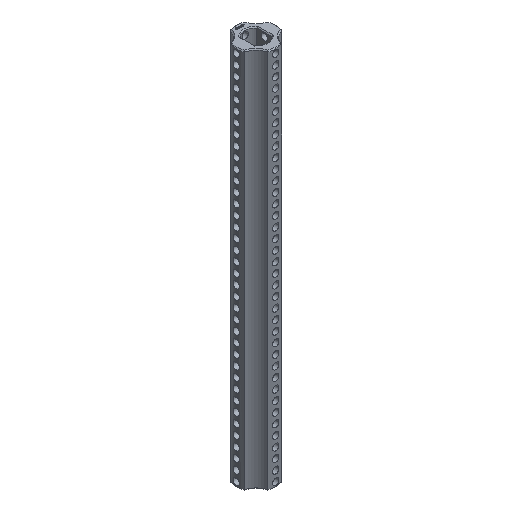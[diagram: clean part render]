
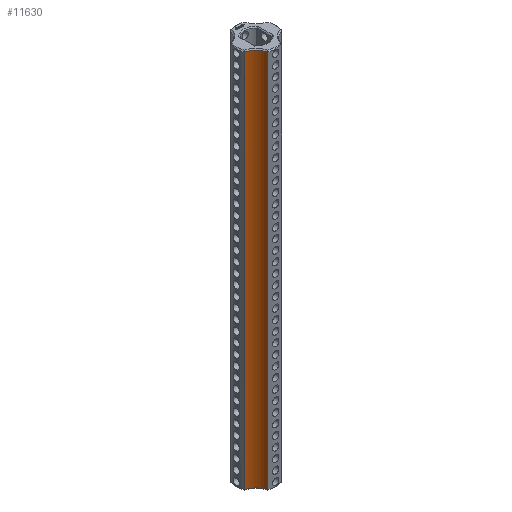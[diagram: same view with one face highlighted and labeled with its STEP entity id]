
A CAD part, isometric view. The second image highlights one B-rep face of the part: STEP entity #11630.
In plain terms, the highlighted cylindrical face has radius 5 mm (diameter 10 mm), a partial arc.
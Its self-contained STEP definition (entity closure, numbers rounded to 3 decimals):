
#3973 = EDGE_CURVE('',#3974,#3976,#3978,.T.);
#3974 = VERTEX_POINT('',#3975);
#3975 = CARTESIAN_POINT('',(-2.225,-5.841,0.3));
#3976 = VERTEX_POINT('',#3977);
#3977 = CARTESIAN_POINT('',(-2.225,-5.841,118.45));
#3978 = LINE('',#3979,#3980);
#3979 = CARTESIAN_POINT('',(-2.225,-5.841,0.));
#3980 = VECTOR('',#3981,1.);
#3981 = DIRECTION('',(0.,0.,1.));
#11630 = ADVANCED_FACE('',(#11631),#11658,.F.);
#11631 = FACE_BOUND('',#11632,.T.);
#11632 = EDGE_LOOP('',(#11633,#11634,#11643,#11651));
#11633 = ORIENTED_EDGE('',*,*,#3973,.T.);
#11634 = ORIENTED_EDGE('',*,*,#11635,.T.);
#11635 = EDGE_CURVE('',#3976,#11636,#11638,.T.);
#11636 = VERTEX_POINT('',#11637);
#11637 = CARTESIAN_POINT('',(-5.841,-2.225,118.45));
#11638 = CIRCLE('',#11639,5.);
#11639 = AXIS2_PLACEMENT_3D('',#11640,#11641,#11642);
#11640 = CARTESIAN_POINT('',(-7.071,-7.071,118.45));
#11641 = DIRECTION('',(0.,-0.,1.));
#11642 = DIRECTION('',(0.969,0.246,0.));
#11643 = ORIENTED_EDGE('',*,*,#11644,.F.);
#11644 = EDGE_CURVE('',#11645,#11636,#11647,.T.);
#11645 = VERTEX_POINT('',#11646);
#11646 = CARTESIAN_POINT('',(-5.841,-2.225,0.3));
#11647 = LINE('',#11648,#11649);
#11648 = CARTESIAN_POINT('',(-5.841,-2.225,0.));
#11649 = VECTOR('',#11650,1.);
#11650 = DIRECTION('',(0.,0.,1.));
#11651 = ORIENTED_EDGE('',*,*,#11652,.F.);
#11652 = EDGE_CURVE('',#3974,#11645,#11653,.T.);
#11653 = CIRCLE('',#11654,5.);
#11654 = AXIS2_PLACEMENT_3D('',#11655,#11656,#11657);
#11655 = CARTESIAN_POINT('',(-7.071,-7.071,0.3));
#11656 = DIRECTION('',(0.,-0.,1.));
#11657 = DIRECTION('',(0.969,0.246,0.));
#11658 = CYLINDRICAL_SURFACE('',#11659,5.);
#11659 = AXIS2_PLACEMENT_3D('',#11660,#11661,#11662);
#11660 = CARTESIAN_POINT('',(-7.071,-7.071,0.));
#11661 = DIRECTION('',(-0.,-0.,-1.));
#11662 = DIRECTION('',(1.,0.,0.));
